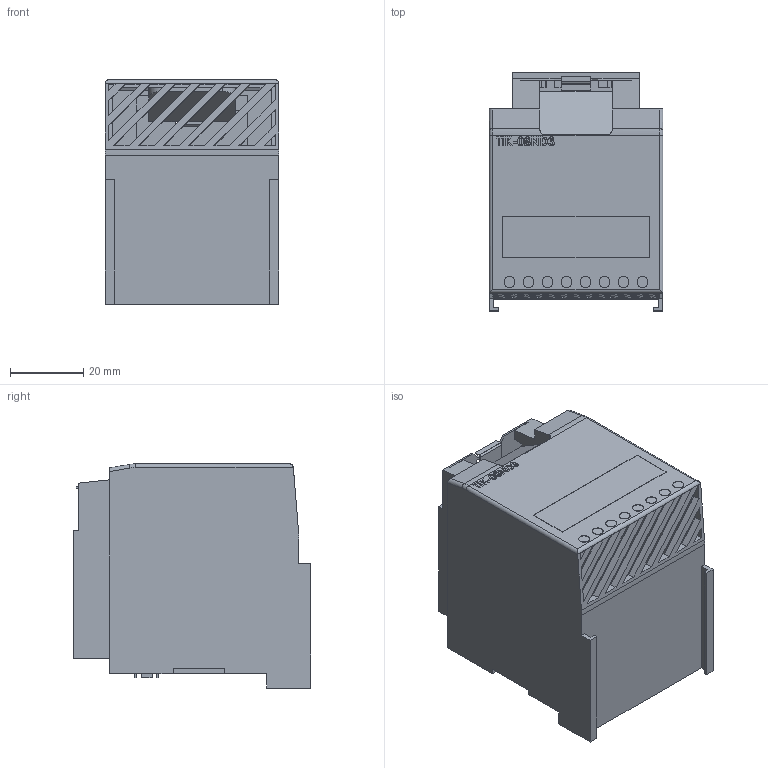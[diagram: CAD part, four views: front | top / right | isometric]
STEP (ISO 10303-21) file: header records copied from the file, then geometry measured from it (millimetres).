
FILE_DESCRIPTION (( 'STEP AP214' ), '1' );
FILE_NAME ('T1K-08ND3.STEP', '2013-11-15T13:37:16', ( '' ), ( '' ), 'SwSTEP 2.0', 'SolidWorks 2013', '' );
FILE_SCHEMA (( 'AUTOMOTIVE_DESIGN' ));
Length unit declared in the file: millimetre
Products named in the file (1): T1K-08ND3
Bounding box: 47.6 x 65.1 x 61.36 mm (x, y, z)
Volume: 30279 mm3; surface area: 35941.3 mm2
Topology: 1 solids, 1 shells, 559 faces, 1577 edges, 1005 vertices
Faces by surface type: plane 412, cylinder 101, bspline 44, torus 2
Entity records: 26510 total; most frequent: CARTESIAN_POINT 5952, ORIENTED_EDGE 3154, DIRECTION 2695, EDGE_CURVE 1577, LINE 1279, VECTOR 1279, VERTEX_POINT 1005, AXIS2_PLACEMENT_3D 708
